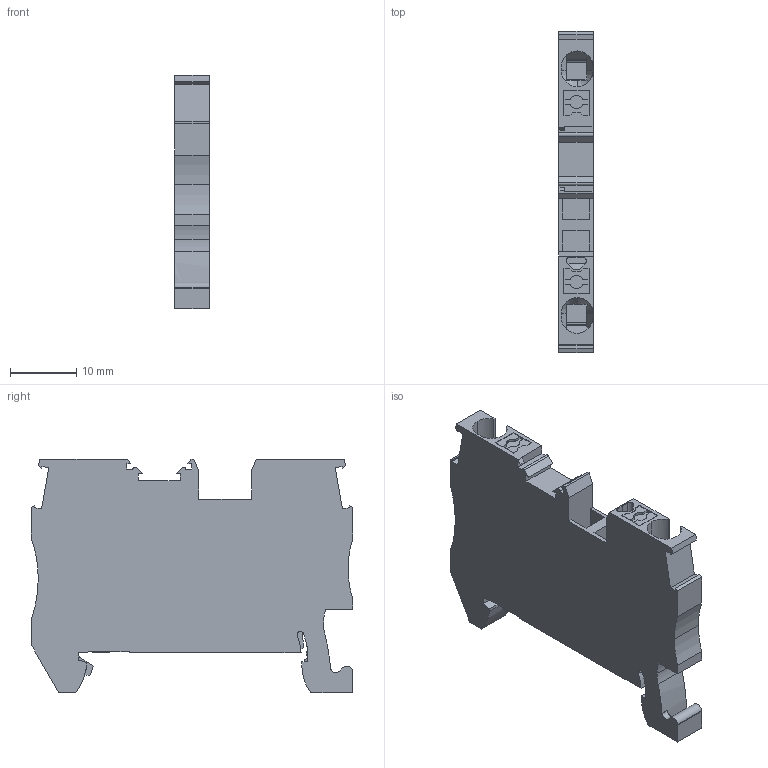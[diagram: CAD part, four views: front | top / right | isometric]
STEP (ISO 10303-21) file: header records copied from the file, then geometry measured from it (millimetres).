
FILE_DESCRIPTION(('STEP AP203'),'1');
FILE_NAME('3209536.stp','2024-04-29T06:53:42',('TraceParts'),('TraceParts S.A.'),'Spatial InterOp 3D',' ',' ');
FILE_SCHEMA(('CONFIG_CONTROL_DESIGN'));
Length unit declared in the file: millimetre
Products named in the file (1): 1
Bounding box: 5.15 x 48.6 x 35.25 mm (x, y, z)
Volume: 6046.5 mm3; surface area: 4673.3 mm2
Topology: 1 solids, 1 shells, 221 faces, 638 edges, 422 vertices
Faces by surface type: plane 164, cylinder 50, cone 4, extrusion 3
Entity records: 8526 total; most frequent: CARTESIAN_POINT 2605, ORIENTED_EDGE 1276, DIRECTION 1167, EDGE_CURVE 638, VECTOR 511, LINE 508, VERTEX_POINT 422, AXIS2_PLACEMENT_3D 328
